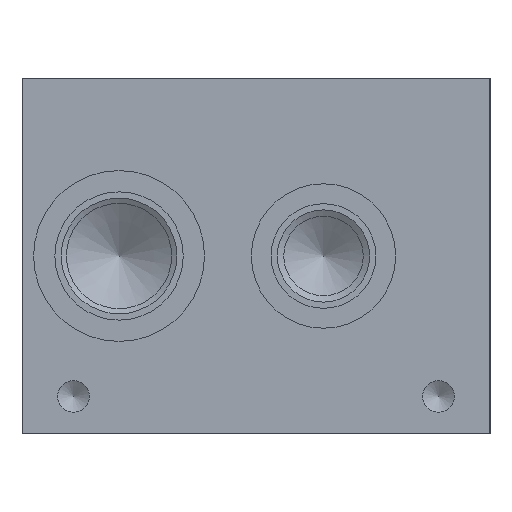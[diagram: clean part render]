
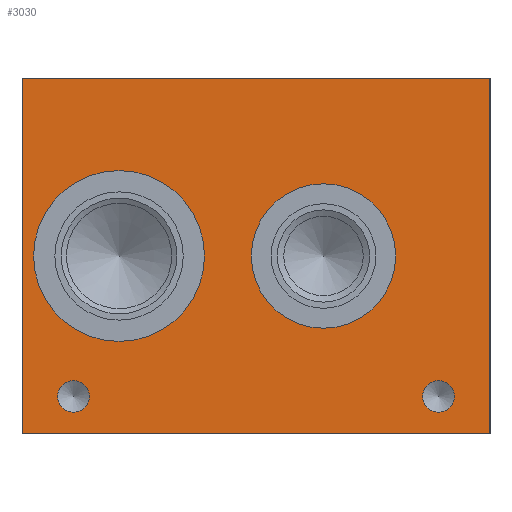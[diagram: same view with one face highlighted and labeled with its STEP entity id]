
A CAD part, left-side view. The second image highlights one B-rep face of the part: STEP entity #3030.
In plain terms, the highlighted planar face has unit normal (-1, 0, 0).
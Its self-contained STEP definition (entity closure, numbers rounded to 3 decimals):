
#986=CARTESIAN_POINT('',(0.0,125.832,89.306));
#987=VERTEX_POINT('',#986);
#988=CARTESIAN_POINT('',(0.0,125.832,60.325));
#989=DIRECTION('',(1.0,0.0,0.0));
#990=DIRECTION('',(0.0,0.0,1.0));
#991=AXIS2_PLACEMENT_3D('',#988,#989,#990);
#992=CIRCLE('',#991,28.981);
#993=EDGE_CURVE('',#987,#987,#992,.T.);
#1143=CARTESIAN_POINT('',(0.0,56.49,84.811));
#1144=VERTEX_POINT('',#1143);
#1145=CARTESIAN_POINT('',(0.0,56.49,60.325));
#1146=DIRECTION('',(1.0,0.0,0.0));
#1147=DIRECTION('',(0.0,0.0,1.0));
#1148=AXIS2_PLACEMENT_3D('',#1145,#1146,#1147);
#1149=CIRCLE('',#1148,24.486);
#1150=EDGE_CURVE('',#1144,#1144,#1149,.T.);
#1180=CARTESIAN_POINT('',(0.0,141.287,18.059));
#1181=VERTEX_POINT('',#1180);
#1182=CARTESIAN_POINT('',(0.0,141.287,12.7));
#1183=DIRECTION('',(1.0,0.0,0.0));
#1184=DIRECTION('',(0.0,0.0,1.0));
#1185=AXIS2_PLACEMENT_3D('',#1182,#1183,#1184);
#1186=CIRCLE('',#1185,5.359);
#1187=EDGE_CURVE('',#1181,#1181,#1186,.T.);
#1217=CARTESIAN_POINT('',(0.0,17.462,18.059));
#1218=VERTEX_POINT('',#1217);
#1219=CARTESIAN_POINT('',(0.0,17.462,12.7));
#1220=DIRECTION('',(1.0,0.0,0.0));
#1221=DIRECTION('',(0.0,0.0,1.0));
#1222=AXIS2_PLACEMENT_3D('',#1219,#1220,#1221);
#1223=CIRCLE('',#1222,5.359);
#1224=EDGE_CURVE('',#1218,#1218,#1223,.T.);
#2979=CARTESIAN_POINT('',(0.0,0.0,0.0));
#2980=DIRECTION('',(-1.0,0.0,0.0));
#2981=DIRECTION('',(0.0,0.0,1.0));
#2982=AXIS2_PLACEMENT_3D('',#2979,#2980,#2981);
#2983=PLANE('',#2982);
#2984=CARTESIAN_POINT('',(0.0,0.0,120.65));
#2985=VERTEX_POINT('',#2984);
#2986=CARTESIAN_POINT('',(0.0,158.75,120.65));
#2987=VERTEX_POINT('',#2986);
#2988=CARTESIAN_POINT('',(0.0,0.0,120.65));
#2989=DIRECTION('',(0.0,1.0,0.0));
#2990=VECTOR('',#2989,158.75);
#2991=LINE('',#2988,#2990);
#2992=EDGE_CURVE('',#2985,#2987,#2991,.T.);
#2993=ORIENTED_EDGE('',*,*,#2992,.T.);
#2994=CARTESIAN_POINT('',(0.0,158.75,0.0));
#2995=VERTEX_POINT('',#2994);
#2996=CARTESIAN_POINT('',(0.0,158.75,0.0));
#2997=DIRECTION('',(0.0,0.0,1.0));
#2998=VECTOR('',#2997,120.65);
#2999=LINE('',#2996,#2998);
#3000=EDGE_CURVE('',#2995,#2987,#2999,.T.);
#3001=ORIENTED_EDGE('',*,*,#3000,.F.);
#3002=CARTESIAN_POINT('',(0.0,0.0,0.0));
#3003=VERTEX_POINT('',#3002);
#3004=CARTESIAN_POINT('',(0.0,158.75,0.0));
#3005=DIRECTION('',(0.0,-1.0,0.0));
#3006=VECTOR('',#3005,158.75);
#3007=LINE('',#3004,#3006);
#3008=EDGE_CURVE('',#2995,#3003,#3007,.T.);
#3009=ORIENTED_EDGE('',*,*,#3008,.T.);
#3010=CARTESIAN_POINT('',(0.0,0.0,0.0));
#3011=DIRECTION('',(0.0,0.0,1.0));
#3012=VECTOR('',#3011,120.65);
#3013=LINE('',#3010,#3012);
#3014=EDGE_CURVE('',#3003,#2985,#3013,.T.);
#3015=ORIENTED_EDGE('',*,*,#3014,.T.);
#3016=EDGE_LOOP('',(#2993,#3001,#3009,#3015));
#3017=FACE_OUTER_BOUND('',#3016,.T.);
#3018=ORIENTED_EDGE('',*,*,#993,.T.);
#3019=EDGE_LOOP('',(#3018));
#3020=FACE_BOUND('',#3019,.T.);
#3021=ORIENTED_EDGE('',*,*,#1150,.T.);
#3022=EDGE_LOOP('',(#3021));
#3023=FACE_BOUND('',#3022,.T.);
#3024=ORIENTED_EDGE('',*,*,#1187,.T.);
#3025=EDGE_LOOP('',(#3024));
#3026=FACE_BOUND('',#3025,.T.);
#3027=ORIENTED_EDGE('',*,*,#1224,.T.);
#3028=EDGE_LOOP('',(#3027));
#3029=FACE_BOUND('',#3028,.T.);
#3030=ADVANCED_FACE('',(#3017,#3020,#3023,#3026,#3029),#2983,.T.);
